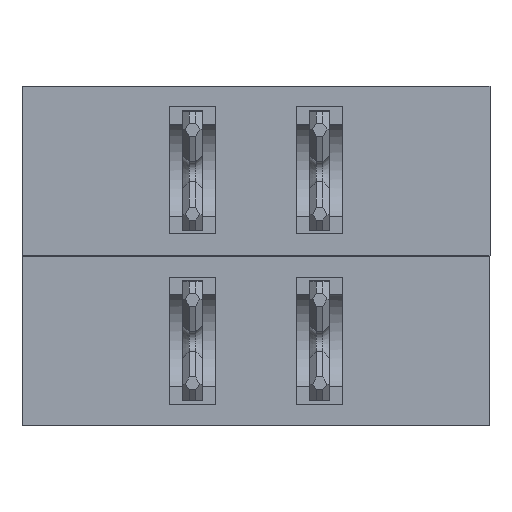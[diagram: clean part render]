
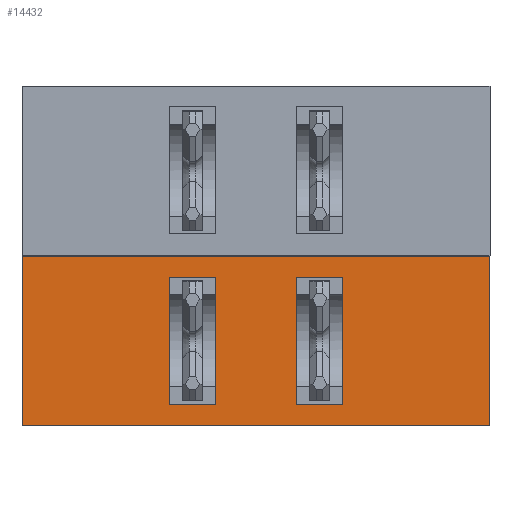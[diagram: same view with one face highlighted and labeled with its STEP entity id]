
A CAD part, front view. The second image highlights one B-rep face of the part: STEP entity #14432.
In plain terms, the highlighted planar face has unit normal (0, -1, 0).
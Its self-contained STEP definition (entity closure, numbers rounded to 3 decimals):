
#552=ORIENTED_EDGE('',*,*,#3600,.T.);
#553=ORIENTED_EDGE('',*,*,#3570,.F.);
#554=ORIENTED_EDGE('',*,*,#3640,.F.);
#555=ORIENTED_EDGE('',*,*,#3641,.T.);
#556=ORIENTED_EDGE('',*,*,#3642,.F.);
#557=ORIENTED_EDGE('',*,*,#3643,.F.);
#558=ORIENTED_EDGE('',*,*,#3644,.F.);
#559=ORIENTED_EDGE('',*,*,#3645,.F.);
#560=ORIENTED_EDGE('',*,*,#3622,.F.);
#561=ORIENTED_EDGE('',*,*,#3618,.F.);
#562=ORIENTED_EDGE('',*,*,#3628,.F.);
#563=ORIENTED_EDGE('',*,*,#3605,.F.);
#3570=EDGE_CURVE('',#5136,#5137,#6180,.T.);
#3600=EDGE_CURVE('',#5153,#5137,#6210,.T.);
#3605=EDGE_CURVE('',#5155,#5156,#6215,.T.);
#3618=EDGE_CURVE('',#5165,#5166,#6227,.T.);
#3622=EDGE_CURVE('',#5166,#5155,#6231,.T.);
#3628=EDGE_CURVE('',#5156,#5165,#6236,.T.);
#3640=EDGE_CURVE('',#5177,#5136,#6247,.T.);
#3641=EDGE_CURVE('',#5177,#5153,#6248,.T.);
#3642=EDGE_CURVE('',#5178,#5179,#6249,.T.);
#3643=EDGE_CURVE('',#5180,#5178,#6250,.T.);
#3644=EDGE_CURVE('',#5181,#5180,#6251,.T.);
#3645=EDGE_CURVE('',#5179,#5181,#6252,.T.);
#5136=VERTEX_POINT('',#18758);
#5137=VERTEX_POINT('',#18760);
#5153=VERTEX_POINT('',#18813);
#5155=VERTEX_POINT('',#18822);
#5156=VERTEX_POINT('',#18823);
#5165=VERTEX_POINT('',#18849);
#5166=VERTEX_POINT('',#18850);
#5177=VERTEX_POINT('',#18891);
#5178=VERTEX_POINT('',#18894);
#5179=VERTEX_POINT('',#18895);
#5180=VERTEX_POINT('',#18897);
#5181=VERTEX_POINT('',#18899);
#6180=LINE('',#18759,#7661);
#6210=LINE('',#18812,#7691);
#6215=LINE('',#18821,#7696);
#6227=LINE('',#18848,#7708);
#6231=LINE('',#18857,#7712);
#6236=LINE('',#18867,#7717);
#6247=LINE('',#18890,#7728);
#6248=LINE('',#18892,#7729);
#6249=LINE('',#18893,#7730);
#6250=LINE('',#18896,#7731);
#6251=LINE('',#18898,#7732);
#6252=LINE('',#18900,#7733);
#7661=VECTOR('',#15858,1000.);
#7691=VECTOR('',#15902,1000.);
#7696=VECTOR('',#15911,1000.);
#7708=VECTOR('',#15933,1000.);
#7712=VECTOR('',#15939,1000.);
#7717=VECTOR('',#15950,1000.);
#7728=VECTOR('',#15973,1000.);
#7729=VECTOR('',#15974,1000.);
#7730=VECTOR('',#15975,1000.);
#7731=VECTOR('',#15976,1000.);
#7732=VECTOR('',#15977,1000.);
#7733=VECTOR('',#15978,1000.);
#9029=EDGE_LOOP('',(#552,#553,#554,#555));
#9030=EDGE_LOOP('',(#556,#557,#558,#559));
#9031=EDGE_LOOP('',(#560,#561,#562,#563));
#9600=FACE_BOUND('',#9029,.T.);
#9601=FACE_BOUND('',#9030,.T.);
#9602=FACE_BOUND('',#9031,.T.);
#10164=PLANE('',#14999);
#14432=ADVANCED_FACE('',(#9600,#9601,#9602),#10164,.F.);
#14999=AXIS2_PLACEMENT_3D('',#18889,#15971,#15972);
#15858=DIRECTION('',(-1.,0.,0.));
#15902=DIRECTION('',(0.,0.,-1.));
#15911=DIRECTION('',(-1.,0.,0.));
#15933=DIRECTION('',(1.,0.,0.));
#15939=DIRECTION('',(0.,0.,1.));
#15950=DIRECTION('',(0.,0.,-1.));
#15971=DIRECTION('',(0.,1.,0.));
#15972=DIRECTION('',(1.,0.,0.));
#15973=DIRECTION('',(0.,0.,-1.));
#15974=DIRECTION('',(-1.,0.,0.));
#15975=DIRECTION('',(1.,0.,0.));
#15976=DIRECTION('',(0.,0.,-1.));
#15977=DIRECTION('',(-1.,0.,0.));
#15978=DIRECTION('',(0.,0.,1.));
#18758=CARTESIAN_POINT('',(1.8,-16.35,0.));
#18759=CARTESIAN_POINT('',(1.8,-16.35,0.));
#18760=CARTESIAN_POINT('',(-5.2,-16.35,0.));
#18812=CARTESIAN_POINT('',(-5.2,-16.35,7.616));
#18813=CARTESIAN_POINT('',(-5.2,-16.35,2.54));
#18821=CARTESIAN_POINT('',(-1.7,-16.35,2.224));
#18822=CARTESIAN_POINT('',(-0.4,-16.35,2.224));
#18823=CARTESIAN_POINT('',(-1.1,-16.35,2.224));
#18848=CARTESIAN_POINT('',(-1.7,-16.35,0.324));
#18849=CARTESIAN_POINT('',(-1.1,-16.35,0.324));
#18850=CARTESIAN_POINT('',(-0.4,-16.35,0.324));
#18857=CARTESIAN_POINT('',(-0.4,-16.35,7.616));
#18867=CARTESIAN_POINT('',(-1.1,-16.35,7.616));
#18889=CARTESIAN_POINT('',(1.8,-16.35,7.616));
#18890=CARTESIAN_POINT('',(1.8,-16.35,7.616));
#18891=CARTESIAN_POINT('',(1.8,-16.35,2.54));
#18892=CARTESIAN_POINT('',(-1.7,-16.35,2.54));
#18893=CARTESIAN_POINT('',(-1.7,-16.35,0.324));
#18894=CARTESIAN_POINT('',(-3.,-16.35,0.324));
#18895=CARTESIAN_POINT('',(-2.3,-16.35,0.324));
#18896=CARTESIAN_POINT('',(-3.,-16.35,7.616));
#18897=CARTESIAN_POINT('',(-3.,-16.35,2.224));
#18898=CARTESIAN_POINT('',(-1.7,-16.35,2.224));
#18899=CARTESIAN_POINT('',(-2.3,-16.35,2.224));
#18900=CARTESIAN_POINT('',(-2.3,-16.35,7.616));
